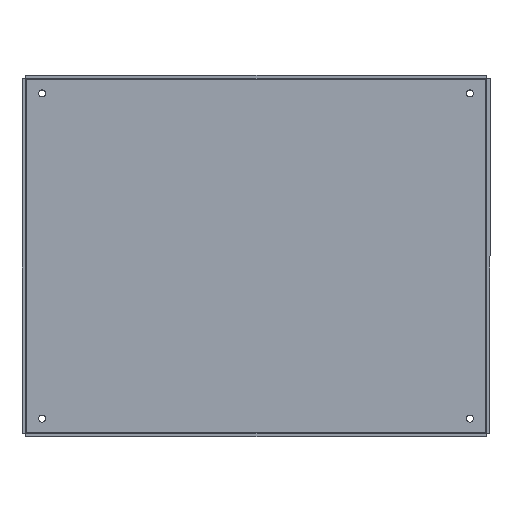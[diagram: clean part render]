
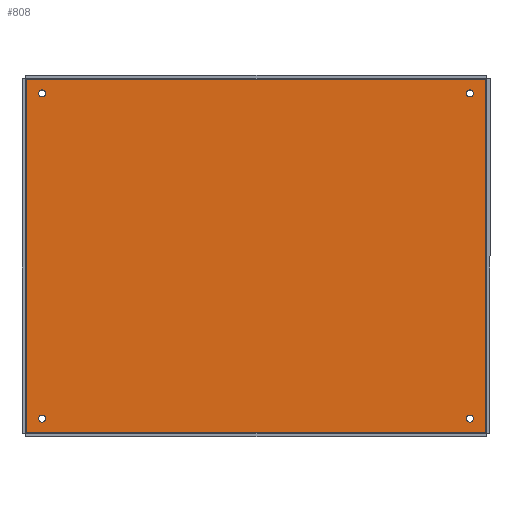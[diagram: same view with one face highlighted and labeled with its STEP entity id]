
A CAD part, top view. The second image highlights one B-rep face of the part: STEP entity #808.
In plain terms, the highlighted planar face has unit normal (0, 0, 1).
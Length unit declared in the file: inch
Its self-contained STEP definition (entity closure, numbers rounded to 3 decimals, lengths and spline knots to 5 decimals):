
#10 = DIRECTION ( 'NONE',  ( -1., 0., 0. ) ) ;
#15 = CARTESIAN_POINT ( 'NONE',  ( -8.37714, -6.46108, -9.154 ) ) ;
#20 = CARTESIAN_POINT ( 'NONE',  ( 7.66852, -5.92615, -9.154 ) ) ;
#21 = EDGE_CURVE ( 'NONE', #623, #913, #994, .T. ) ;
#42 = CIRCLE ( 'NONE', #402, 0.1285 ) ;
#43 = ORIENTED_EDGE ( 'NONE', *, *, #21, .F. ) ;
#46 = CARTESIAN_POINT ( 'NONE',  ( 7.79702, 5.92615, -9.154 ) ) ;
#78 = DIRECTION ( 'NONE',  ( 1., 0., 0. ) ) ;
#80 = ORIENTED_EDGE ( 'NONE', *, *, #222, .F. ) ;
#81 = CARTESIAN_POINT ( 'NONE',  ( -7.66852, -5.92615, -9.154 ) ) ;
#82 = AXIS2_PLACEMENT_3D ( 'NONE', #1502, #1007, #1529 ) ;
#112 = EDGE_LOOP ( 'NONE', ( #228, #80 ) ) ;
#113 = VECTOR ( 'NONE', #1240, 39.37008 ) ;
#115 = AXIS2_PLACEMENT_3D ( 'NONE', #766, #1265, #10 ) ;
#144 = AXIS2_PLACEMENT_3D ( 'NONE', #1387, #237, #1363 ) ;
#146 = CIRCLE ( 'NONE', #144, 0.1285 ) ;
#150 = VERTEX_POINT ( 'NONE', #965 ) ;
#151 = FACE_BOUND ( 'NONE', #1455, .T. ) ;
#193 = CARTESIAN_POINT ( 'NONE',  ( 8.37714, -6.43915, -9.154 ) ) ;
#211 = DIRECTION ( 'NONE',  ( 0., 0., 1. ) ) ;
#222 = EDGE_CURVE ( 'NONE', #981, #350, #1463, .T. ) ;
#225 = DIRECTION ( 'NONE',  ( 0., -1., 0. ) ) ;
#228 = ORIENTED_EDGE ( 'NONE', *, *, #522, .F. ) ;
#229 = VERTEX_POINT ( 'NONE', #607 ) ;
#237 = DIRECTION ( 'NONE',  ( 0., 0., 1. ) ) ;
#245 = CARTESIAN_POINT ( 'NONE',  ( 8.37714, 6.43915, -9.154 ) ) ;
#249 = AXIS2_PLACEMENT_3D ( 'NONE', #46, #1338, #1220 ) ;
#275 = CARTESIAN_POINT ( 'NONE',  ( -7.66852, 5.92615, -9.154 ) ) ;
#292 = LINE ( 'NONE', #15, #1111 ) ;
#346 = EDGE_CURVE ( 'NONE', #913, #229, #586, .T. ) ;
#350 = VERTEX_POINT ( 'NONE', #952 ) ;
#371 = EDGE_CURVE ( 'NONE', #786, #880, #1080, .T. ) ;
#402 = AXIS2_PLACEMENT_3D ( 'NONE', #1524, #655, #1010 ) ;
#426 = VERTEX_POINT ( 'NONE', #1208 ) ;
#449 = ORIENTED_EDGE ( 'NONE', *, *, #371, .F. ) ;
#460 = DIRECTION ( 'NONE',  ( 1., 0., 0. ) ) ;
#463 = CARTESIAN_POINT ( 'NONE',  ( 8.39907, -6.43915, -9.154 ) ) ;
#517 = PLANE ( 'NONE',  #890 ) ;
#522 = EDGE_CURVE ( 'NONE', #350, #981, #146, .T. ) ;
#538 = CARTESIAN_POINT ( 'NONE',  ( -8.37714, 6.43915, -9.154 ) ) ;
#586 = LINE ( 'NONE', #463, #1620 ) ;
#588 = CARTESIAN_POINT ( 'NONE',  ( -7.79702, 5.92615, -9.154 ) ) ;
#607 = CARTESIAN_POINT ( 'NONE',  ( -8.37714, -6.43915, -9.154 ) ) ;
#623 = VERTEX_POINT ( 'NONE', #245 ) ;
#628 = EDGE_CURVE ( 'NONE', #809, #623, #879, .T. ) ;
#650 = DIRECTION ( 'NONE',  ( 0., 1., 0. ) ) ;
#655 = DIRECTION ( 'NONE',  ( 0., 0., 1. ) ) ;
#667 = EDGE_LOOP ( 'NONE', ( #1636, #1398 ) ) ;
#668 = CARTESIAN_POINT ( 'NONE',  ( 0., 0., -9.154 ) ) ;
#686 = CARTESIAN_POINT ( 'NONE',  ( 7.66852, 5.92615, -9.154 ) ) ;
#694 = VERTEX_POINT ( 'NONE', #81 ) ;
#696 = AXIS2_PLACEMENT_3D ( 'NONE', #588, #966, #1088 ) ;
#732 = CARTESIAN_POINT ( 'NONE',  ( -8.39907, 6.43915, -9.154 ) ) ;
#738 = CIRCLE ( 'NONE', #932, 0.1285 ) ;
#766 = CARTESIAN_POINT ( 'NONE',  ( -7.79702, 5.92615, -9.154 ) ) ;
#786 = VERTEX_POINT ( 'NONE', #1145 ) ;
#808 = ADVANCED_FACE ( 'NONE', ( #151, #921, #1666, #901, #1037 ), #517, .F. ) ;
#809 = VERTEX_POINT ( 'NONE', #538 ) ;
#826 = CARTESIAN_POINT ( 'NONE',  ( -7.79702, -5.92615, -9.154 ) ) ;
#879 = LINE ( 'NONE', #732, #113 ) ;
#880 = VERTEX_POINT ( 'NONE', #686 ) ;
#890 = AXIS2_PLACEMENT_3D ( 'NONE', #668, #1418, #1013 ) ;
#901 = FACE_BOUND ( 'NONE', #1004, .T. ) ;
#913 = VERTEX_POINT ( 'NONE', #193 ) ;
#921 = FACE_BOUND ( 'NONE', #667, .T. ) ;
#932 = AXIS2_PLACEMENT_3D ( 'NONE', #1095, #211, #78 ) ;
#952 = CARTESIAN_POINT ( 'NONE',  ( 7.92552, -5.92615, -9.154 ) ) ;
#965 = CARTESIAN_POINT ( 'NONE',  ( -7.92552, 5.92615, -9.154 ) ) ;
#966 = DIRECTION ( 'NONE',  ( 0., 0., 1. ) ) ;
#981 = VERTEX_POINT ( 'NONE', #20 ) ;
#994 = LINE ( 'NONE', #1232, #1602 ) ;
#1004 = EDGE_LOOP ( 'NONE', ( #449, #1389 ) ) ;
#1007 = DIRECTION ( 'NONE',  ( 0., 0., 1. ) ) ;
#1010 = DIRECTION ( 'NONE',  ( 1., 0., 0. ) ) ;
#1013 = DIRECTION ( 'NONE',  ( 0., 1., 0. ) ) ;
#1019 = EDGE_CURVE ( 'NONE', #150, #1073, #1350, .T. ) ;
#1037 = FACE_OUTER_BOUND ( 'NONE', #1492, .T. ) ;
#1063 = ORIENTED_EDGE ( 'NONE', *, *, #1019, .F. ) ;
#1065 = ORIENTED_EDGE ( 'NONE', *, *, #1499, .F. ) ;
#1073 = VERTEX_POINT ( 'NONE', #275 ) ;
#1080 = CIRCLE ( 'NONE', #249, 0.1285 ) ;
#1084 = EDGE_CURVE ( 'NONE', #880, #786, #42, .T. ) ;
#1088 = DIRECTION ( 'NONE',  ( -1., 0., 0. ) ) ;
#1095 = CARTESIAN_POINT ( 'NONE',  ( -7.79702, -5.92615, -9.154 ) ) ;
#1111 = VECTOR ( 'NONE', #650, 39.37008 ) ;
#1145 = CARTESIAN_POINT ( 'NONE',  ( 7.92552, 5.92615, -9.154 ) ) ;
#1146 = EDGE_CURVE ( 'NONE', #229, #809, #292, .T. ) ;
#1208 = CARTESIAN_POINT ( 'NONE',  ( -7.92552, -5.92615, -9.154 ) ) ;
#1220 = DIRECTION ( 'NONE',  ( 1., 0., 0. ) ) ;
#1232 = CARTESIAN_POINT ( 'NONE',  ( 8.37714, 6.46108, -9.154 ) ) ;
#1240 = DIRECTION ( 'NONE',  ( 1., 0., 0. ) ) ;
#1265 = DIRECTION ( 'NONE',  ( 0., 0., 1. ) ) ;
#1313 = ORIENTED_EDGE ( 'NONE', *, *, #346, .F. ) ;
#1335 = CIRCLE ( 'NONE', #696, 0.1285 ) ;
#1338 = DIRECTION ( 'NONE',  ( 0., 0., 1. ) ) ;
#1350 = CIRCLE ( 'NONE', #115, 0.1285 ) ;
#1358 = DIRECTION ( 'NONE',  ( 0., 0., 1. ) ) ;
#1363 = DIRECTION ( 'NONE',  ( -1., 0., 0. ) ) ;
#1386 = ORIENTED_EDGE ( 'NONE', *, *, #628, .F. ) ;
#1387 = CARTESIAN_POINT ( 'NONE',  ( 7.79702, -5.92615, -9.154 ) ) ;
#1388 = ORIENTED_EDGE ( 'NONE', *, *, #1146, .F. ) ;
#1389 = ORIENTED_EDGE ( 'NONE', *, *, #1084, .F. ) ;
#1398 = ORIENTED_EDGE ( 'NONE', *, *, #1461, .F. ) ;
#1413 = AXIS2_PLACEMENT_3D ( 'NONE', #826, #1358, #460 ) ;
#1418 = DIRECTION ( 'NONE',  ( 0., 0., -1. ) ) ;
#1455 = EDGE_LOOP ( 'NONE', ( #1065, #1063 ) ) ;
#1461 = EDGE_CURVE ( 'NONE', #426, #694, #1467, .T. ) ;
#1463 = CIRCLE ( 'NONE', #82, 0.1285 ) ;
#1467 = CIRCLE ( 'NONE', #1413, 0.1285 ) ;
#1487 = EDGE_CURVE ( 'NONE', #694, #426, #738, .T. ) ;
#1492 = EDGE_LOOP ( 'NONE', ( #43, #1386, #1388, #1313 ) ) ;
#1499 = EDGE_CURVE ( 'NONE', #1073, #150, #1335, .T. ) ;
#1502 = CARTESIAN_POINT ( 'NONE',  ( 7.79702, -5.92615, -9.154 ) ) ;
#1524 = CARTESIAN_POINT ( 'NONE',  ( 7.79702, 5.92615, -9.154 ) ) ;
#1529 = DIRECTION ( 'NONE',  ( -1., 0., 0. ) ) ;
#1602 = VECTOR ( 'NONE', #225, 39.37008 ) ;
#1612 = DIRECTION ( 'NONE',  ( -1., 0., 0. ) ) ;
#1620 = VECTOR ( 'NONE', #1612, 39.37008 ) ;
#1636 = ORIENTED_EDGE ( 'NONE', *, *, #1487, .F. ) ;
#1666 = FACE_BOUND ( 'NONE', #112, .T. ) ;
